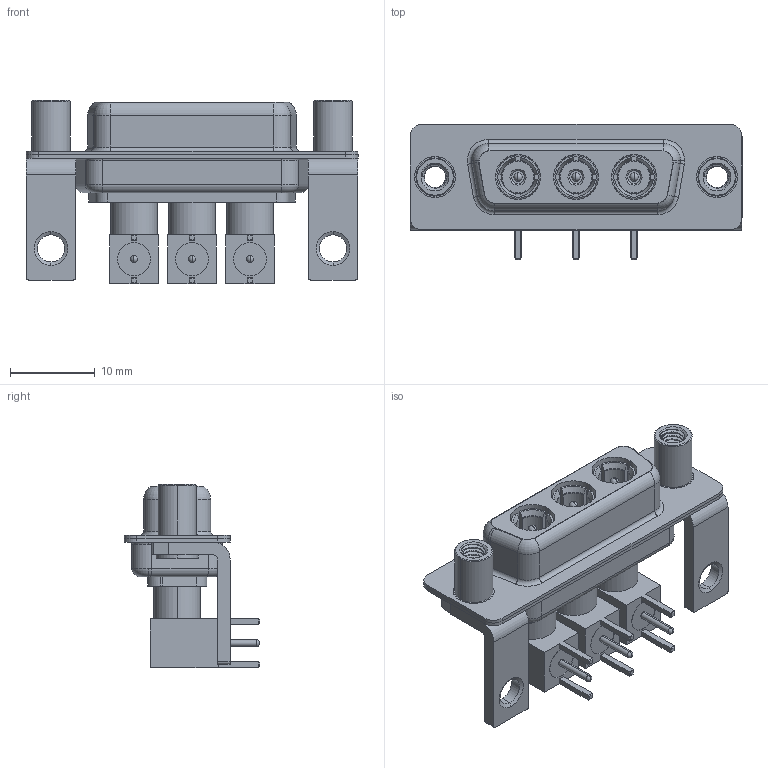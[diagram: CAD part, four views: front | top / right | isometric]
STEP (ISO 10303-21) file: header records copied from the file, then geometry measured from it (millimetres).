
FILE_DESCRIPTION (( 'STEP AP203' ), '1' );
FILE_NAME ('630-3W3-240-5TE.STEP', '2022-05-27T16:33:43', ( '' ), ( '' ), 'SwSTEP 2.0', 'SolidWorks 2020', '' );
FILE_SCHEMA (( 'CONFIG_CONTROL_DESIGN' ));
Length unit declared in the file: millimetre
Products named in the file (15): Insulator RA Pin; 630Combo Threaded Standoff_D; Co-Ax Plug Assy_RA; Pin_RA; 630Combo Shell Rear_15 Contacts; 630Combo Stabilizer Bracket; Insulator Pin_Straight PC Tail; 630Combo Shell Front_15 Contacts; RA Back Shell; Locking Collar; 630Combo Housing_3W3; Co-Ax Plug_RA PC Tail; 630-3W3-240-5TE
Assembly tree (28 placements, depth 3):
  630-3W3-240-5TE
    630Combo Housing_3W3
    630Combo Shell Front_15 Contacts
    630Combo Shell Rear_15 Contacts
    630Combo Stabilizer Bracket  x2
    630Combo Threaded Standoff_D  x2
    Co-Ax Plug Assy_RA
      Co-Ax Plug_RA PC Tail
      Insulator Pin_Straight PC Tail
      Pin_RA
      Locking Collar
      RA Back Shell
      Insulator RA Pin
    Co-Ax Plug Assy_RA
      Co-Ax Plug_RA PC Tail
      Insulator Pin_Straight PC Tail
      Pin_RA
      Locking Collar
      RA Back Shell
      Insulator RA Pin
    Co-Ax Plug Assy_RA
      Co-Ax Plug_RA PC Tail
      Insulator Pin_Straight PC Tail
      Pin_RA
      Locking Collar
      RA Back Shell
      Insulator RA Pin
Bounding box: 39.2 x 16 x 21.61 mm (x, y, z)
Volume: 3523.3 mm3; surface area: 8713.8 mm2
Topology: 25 solids, 25 shells, 881 faces, 2158 edges, 1358 vertices
Faces by surface type: cylinder 404, plane 290, cone 91, torus 75, sphere 12, bspline 9
Entity records: 18432 total; most frequent: CARTESIAN_POINT 5145, DIRECTION 2514, ORIENTED_EDGE 2304, EDGE_CURVE 1152, AXIS2_PLACEMENT_3D 1005, VERTEX_POINT 729, EDGE_LOOP 533, VECTOR 504
